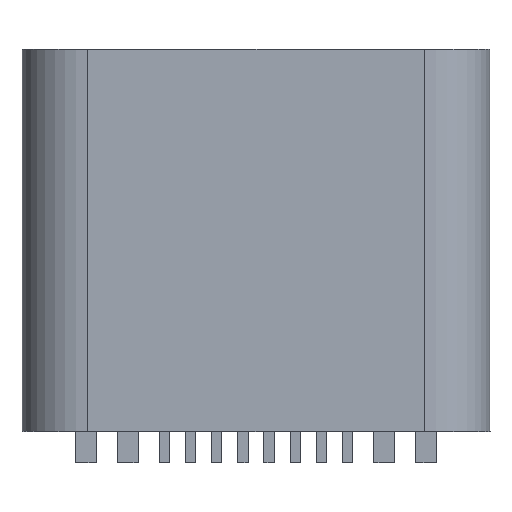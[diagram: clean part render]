
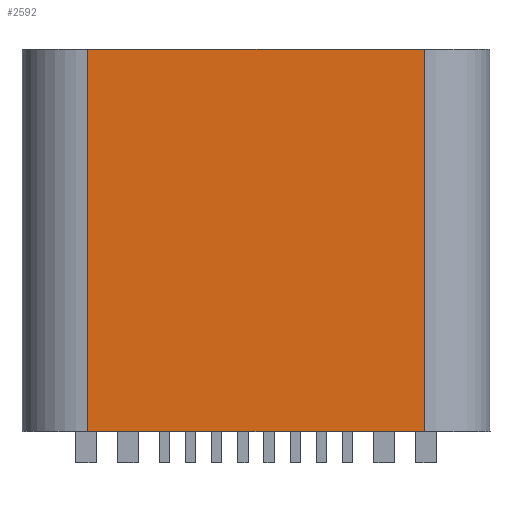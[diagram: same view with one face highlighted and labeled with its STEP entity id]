
A CAD part, top view. The second image highlights one B-rep face of the part: STEP entity #2592.
In plain terms, the highlighted face is planar.
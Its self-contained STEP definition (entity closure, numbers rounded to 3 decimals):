
#148=PLANE('',#2811);
#284=FACE_OUTER_BOUND('',#424,.T.);
#424=EDGE_LOOP('',(#2443,#2444,#2445,#2446));
#611=LINE('',#3817,#913);
#790=LINE('',#4264,#1092);
#792=LINE('',#4268,#1094);
#793=LINE('',#4270,#1095);
#913=VECTOR('',#3063,1.);
#1092=VECTOR('',#3506,1.);
#1094=VECTOR('',#3512,1.);
#1095=VECTOR('',#3515,1.);
#1199=VERTEX_POINT('',#3814);
#1200=VERTEX_POINT('',#3816);
#1335=VERTEX_POINT('',#4261);
#1336=VERTEX_POINT('',#4263);
#1477=EDGE_CURVE('',#1199,#1200,#611,.T.);
#1701=EDGE_CURVE('',#1335,#1336,#790,.T.);
#1704=EDGE_CURVE('',#1200,#1335,#792,.T.);
#1705=EDGE_CURVE('',#1336,#1199,#793,.T.);
#2443=ORIENTED_EDGE('',*,*,#1704,.F.);
#2444=ORIENTED_EDGE('',*,*,#1477,.F.);
#2445=ORIENTED_EDGE('',*,*,#1705,.F.);
#2446=ORIENTED_EDGE('',*,*,#1701,.F.);
#2592=ADVANCED_FACE('',(#284),#148,.T.);
#2811=AXIS2_PLACEMENT_3D('',#4276,#3525,#3526);
#3063=DIRECTION('',(1.,0.,0.));
#3506=DIRECTION('',(-1.,0.,0.));
#3512=DIRECTION('',(0.,0.,1.));
#3515=DIRECTION('',(0.,0.,-1.));
#3525=DIRECTION('center_axis',(0.,1.,0.));
#3526=DIRECTION('ref_axis',(1.,0.,0.));
#3814=CARTESIAN_POINT('',(1.255,3.21,-7.3));
#3816=CARTESIAN_POINT('',(7.685,3.21,-7.3));
#3817=CARTESIAN_POINT('',(8.94,3.21,-7.3));
#4261=CARTESIAN_POINT('',(7.685,3.21,0.));
#4263=CARTESIAN_POINT('',(1.255,3.21,0.));
#4264=CARTESIAN_POINT('',(8.94,3.21,0.));
#4268=CARTESIAN_POINT('',(7.685,3.21,0.));
#4270=CARTESIAN_POINT('',(1.255,3.21,0.));
#4276=CARTESIAN_POINT('Origin',(0.,3.21,0.));
